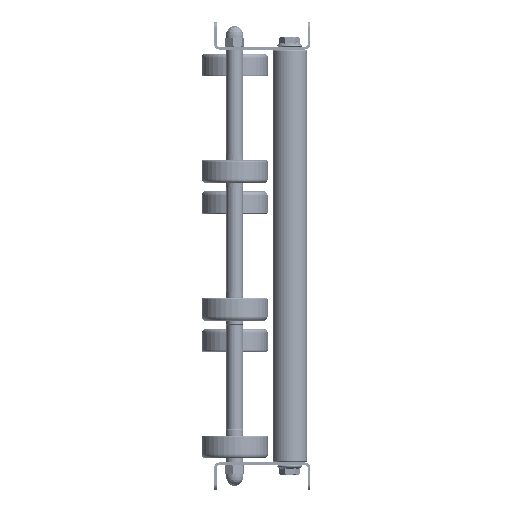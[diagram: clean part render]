
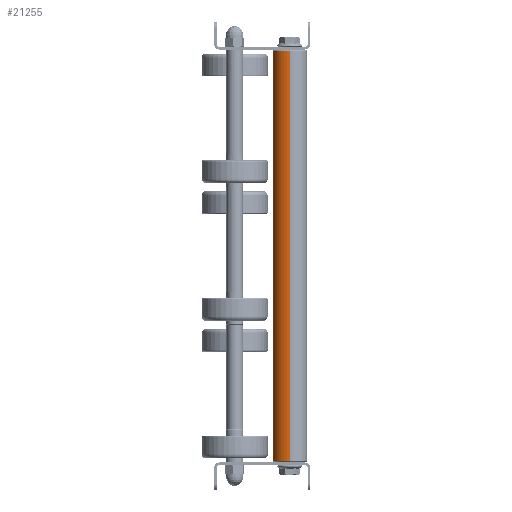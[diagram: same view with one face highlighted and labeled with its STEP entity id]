
A CAD part, left-side view. The second image highlights one B-rep face of the part: STEP entity #21255.
In plain terms, the highlighted cylindrical face has radius 12.5 mm (diameter 25 mm), a partial arc.
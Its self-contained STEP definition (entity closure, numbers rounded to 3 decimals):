
#38 = DIRECTION ( 'NONE',  ( -1., 0., 0. ) ) ;
#661 = CYLINDRICAL_SURFACE ( 'NONE', #5597, 12.5 ) ;
#1070 = DIRECTION ( 'NONE',  ( 0., 0., -1. ) ) ;
#1695 = AXIS2_PLACEMENT_3D ( 'NONE', #17540, #9206, #1070 ) ;
#2148 = CARTESIAN_POINT ( 'NONE',  ( 299., 0., 12.5 ) ) ;
#3151 = DIRECTION ( 'NONE',  ( 1., 0., 0. ) ) ;
#3558 = CARTESIAN_POINT ( 'NONE',  ( 1., 0., -12.5 ) ) ;
#4182 = DIRECTION ( 'NONE',  ( -1., 0., 0. ) ) ;
#5323 = EDGE_CURVE ( 'NONE', #12428, #18845, #13938, .T. ) ;
#5597 = AXIS2_PLACEMENT_3D ( 'NONE', #10616, #4182, #10102 ) ;
#6033 = FACE_OUTER_BOUND ( 'NONE', #24815, .T. ) ;
#6139 = CARTESIAN_POINT ( 'NONE',  ( 299., 0., -12.5 ) ) ;
#6835 = ORIENTED_EDGE ( 'NONE', *, *, #10425, .T. ) ;
#6851 = EDGE_CURVE ( 'NONE', #25097, #12428, #24857, .T. ) ;
#7174 = DIRECTION ( 'NONE',  ( -1., 0., 0. ) ) ;
#7500 = VECTOR ( 'NONE', #7174, 1000. ) ;
#7623 = ORIENTED_EDGE ( 'NONE', *, *, #6851, .T. ) ;
#7937 = CIRCLE ( 'NONE', #1695, 12.5 ) ;
#9206 = DIRECTION ( 'NONE',  ( -1., 0., 0. ) ) ;
#10063 = ORIENTED_EDGE ( 'NONE', *, *, #20714, .F. ) ;
#10102 = DIRECTION ( 'NONE',  ( 0., 0., 1. ) ) ;
#10425 = EDGE_CURVE ( 'NONE', #13484, #25097, #7937, .T. ) ;
#10616 = CARTESIAN_POINT ( 'NONE',  ( 300., 0., 0. ) ) ;
#11006 = CARTESIAN_POINT ( 'NONE',  ( 300., 0., -12.5 ) ) ;
#11281 = CARTESIAN_POINT ( 'NONE',  ( 1., 0., 12.5 ) ) ;
#11938 = ORIENTED_EDGE ( 'NONE', *, *, #5323, .T. ) ;
#12428 = VERTEX_POINT ( 'NONE', #3558 ) ;
#13484 = VERTEX_POINT ( 'NONE', #2148 ) ;
#13938 = CIRCLE ( 'NONE', #16436, 12.5 ) ;
#14356 = VECTOR ( 'NONE', #38, 1000. ) ;
#16436 = AXIS2_PLACEMENT_3D ( 'NONE', #16896, #3151, #16638 ) ;
#16638 = DIRECTION ( 'NONE',  ( 0., 0., -1. ) ) ;
#16896 = CARTESIAN_POINT ( 'NONE',  ( 1., 0., 0. ) ) ;
#17540 = CARTESIAN_POINT ( 'NONE',  ( 299., 0., 0. ) ) ;
#18845 = VERTEX_POINT ( 'NONE', #11281 ) ;
#20714 = EDGE_CURVE ( 'NONE', #13484, #18845, #25837, .T. ) ;
#21147 = CARTESIAN_POINT ( 'NONE',  ( 300., 0., 12.5 ) ) ;
#21255 = ADVANCED_FACE ( 'NONE', ( #6033 ), #661, .T. ) ;
#24815 = EDGE_LOOP ( 'NONE', ( #6835, #7623, #11938, #10063 ) ) ;
#24857 = LINE ( 'NONE', #11006, #7500 ) ;
#25097 = VERTEX_POINT ( 'NONE', #6139 ) ;
#25837 = LINE ( 'NONE', #21147, #14356 ) ;
